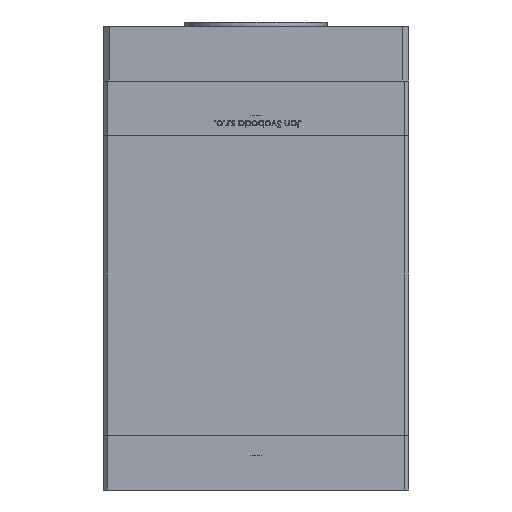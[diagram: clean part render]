
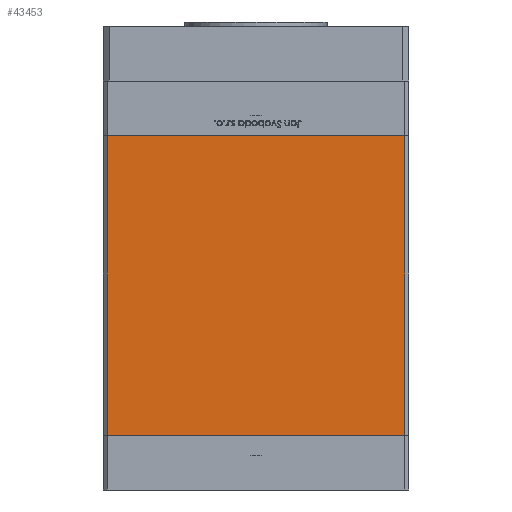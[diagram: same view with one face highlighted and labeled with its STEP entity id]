
A CAD part, front view. The second image highlights one B-rep face of the part: STEP entity #43453.
In plain terms, the highlighted planar face has unit normal (0, -1, 0).
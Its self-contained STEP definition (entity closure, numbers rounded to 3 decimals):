
#441 = DIRECTION ( 'NONE',  ( 0., 1., 0. ) ) ;
#2907 = VECTOR ( 'NONE', #14197, 1000. ) ;
#5760 = VERTEX_POINT ( 'NONE', #9246 ) ;
#8309 = CARTESIAN_POINT ( 'NONE',  ( -73., -62.5, 147. ) ) ;
#8570 = PLANE ( 'NONE',  #18086 ) ;
#9246 = CARTESIAN_POINT ( 'NONE',  ( 73., -62.5, 0. ) ) ;
#9345 = LINE ( 'NONE', #14465, #2907 ) ;
#10007 = VERTEX_POINT ( 'NONE', #21372 ) ;
#13984 = LINE ( 'NONE', #30265, #17567 ) ;
#14197 = DIRECTION ( 'NONE',  ( 1., 0., 0. ) ) ;
#14199 = LINE ( 'NONE', #34544, #52419 ) ;
#14465 = CARTESIAN_POINT ( 'NONE',  ( -73., -62.5, 147. ) ) ;
#16329 = ORIENTED_EDGE ( 'NONE', *, *, #49664, .F. ) ;
#16658 = EDGE_LOOP ( 'NONE', ( #39475, #16329, #30925, #44638 ) ) ;
#17567 = VECTOR ( 'NONE', #50872, 1000. ) ;
#18086 = AXIS2_PLACEMENT_3D ( 'NONE', #8309, #441, #45163 ) ;
#19351 = DIRECTION ( 'NONE',  ( 0., 0., -1. ) ) ;
#20759 = EDGE_CURVE ( 'NONE', #32097, #5760, #13984, .T. ) ;
#20762 = FACE_OUTER_BOUND ( 'NONE', #16658, .T. ) ;
#21372 = CARTESIAN_POINT ( 'NONE',  ( -73., -62.5, 147. ) ) ;
#22241 = EDGE_CURVE ( 'NONE', #10007, #22452, #9345, .T. ) ;
#22452 = VERTEX_POINT ( 'NONE', #45863 ) ;
#29334 = EDGE_CURVE ( 'NONE', #10007, #32097, #14199, .T. ) ;
#30265 = CARTESIAN_POINT ( 'NONE',  ( -73., -62.5, 0. ) ) ;
#30761 = CARTESIAN_POINT ( 'NONE',  ( 73., -62.5, 147. ) ) ;
#30925 = ORIENTED_EDGE ( 'NONE', *, *, #22241, .F. ) ;
#32097 = VERTEX_POINT ( 'NONE', #40341 ) ;
#34544 = CARTESIAN_POINT ( 'NONE',  ( -73., -62.5, 147. ) ) ;
#39475 = ORIENTED_EDGE ( 'NONE', *, *, #20759, .T. ) ;
#40341 = CARTESIAN_POINT ( 'NONE',  ( -73., -62.5, 0. ) ) ;
#43453 = ADVANCED_FACE ( 'NONE', ( #20762 ), #8570, .F. ) ;
#44638 = ORIENTED_EDGE ( 'NONE', *, *, #29334, .T. ) ;
#45163 = DIRECTION ( 'NONE',  ( 0., 0., 1. ) ) ;
#45863 = CARTESIAN_POINT ( 'NONE',  ( 73., -62.5, 147. ) ) ;
#47543 = DIRECTION ( 'NONE',  ( 0., 0., -1. ) ) ;
#47828 = LINE ( 'NONE', #30761, #48403 ) ;
#48403 = VECTOR ( 'NONE', #19351, 1000. ) ;
#49664 = EDGE_CURVE ( 'NONE', #22452, #5760, #47828, .T. ) ;
#50872 = DIRECTION ( 'NONE',  ( 1., 0., 0. ) ) ;
#52419 = VECTOR ( 'NONE', #47543, 1000. ) ;
